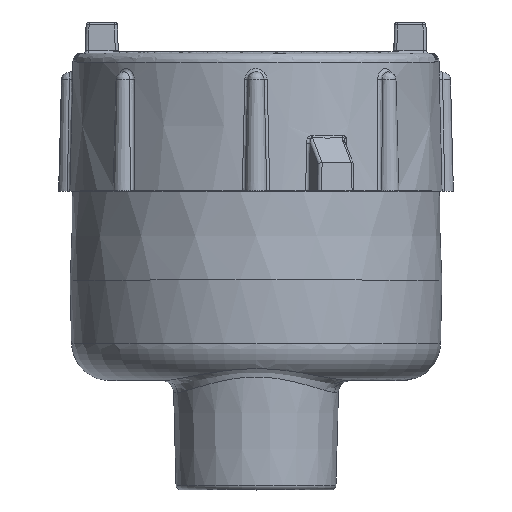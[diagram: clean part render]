
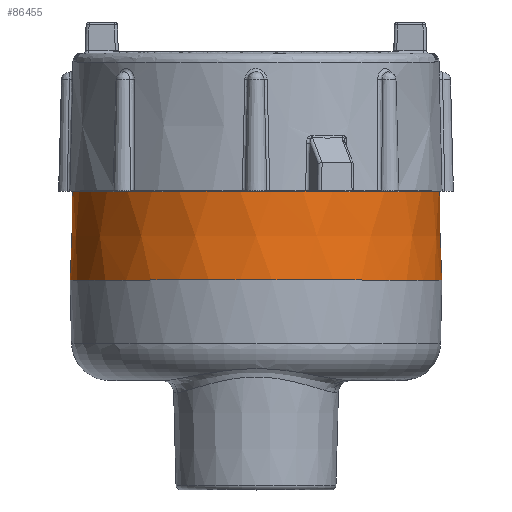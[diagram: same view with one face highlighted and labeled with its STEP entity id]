
A CAD part, top view. The second image highlights one B-rep face of the part: STEP entity #86455.
In plain terms, the highlighted conical face has half-angle 1.5 degrees and reference radius 47.204 mm.
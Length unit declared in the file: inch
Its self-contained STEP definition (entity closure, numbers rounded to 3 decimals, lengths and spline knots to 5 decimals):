
#5959=FACE_OUTER_BOUND('',#10863,.T.);
#10863=EDGE_LOOP('',(#63082,#63083,#63084,#63085));
#15543=B_SPLINE_CURVE_WITH_KNOTS('',3,(#119113,#119114,#119115,#119116,
#119117,#119118,#119119,#119120),.UNSPECIFIED.,.F.,.F.,(4,1,1,1,1,4),(-3.36388,
-3.30736,-2.42581,-1.36795,-0.83902,
-0.31837),.UNSPECIFIED.);
#15547=B_SPLINE_CURVE_WITH_KNOTS('',3,(#119183,#119184,#119185,#119186,
#119187,#119188,#119189,#119190),.UNSPECIFIED.,.F.,.F.,(4,1,1,1,1,4),(-7.70682,
-7.58287,-7.18618,-6.65725,-5.59939,
-4.66159),.UNSPECIFIED.);
#37398=CIRCLE('',#91259,1.83531);
#37399=CIRCLE('',#91261,1.85844);
#37884=VERTEX_POINT('',#119107);
#37885=VERTEX_POINT('',#119112);
#37888=VERTEX_POINT('',#119159);
#37889=VERTEX_POINT('',#119182);
#46635=EDGE_CURVE('',#37884,#37885,#15543,.T.);
#46639=EDGE_CURVE('',#37888,#37889,#15547,.T.);
#48142=EDGE_CURVE('',#37889,#37884,#37398,.T.);
#48143=EDGE_CURVE('',#37885,#37888,#37399,.T.);
#63082=ORIENTED_EDGE('',*,*,#48142,.F.);
#63083=ORIENTED_EDGE('',*,*,#46639,.F.);
#63084=ORIENTED_EDGE('',*,*,#48143,.F.);
#63085=ORIENTED_EDGE('',*,*,#46635,.F.);
#85774=CONICAL_SURFACE('',#91260,1.85844,0.026);
#86455=ADVANCED_FACE('',(#5959),#85774,.T.);
#91259=AXIS2_PLACEMENT_3D('',#169752,#96192,#96193);
#91260=AXIS2_PLACEMENT_3D('',#169769,#96194,#96195);
#91261=AXIS2_PLACEMENT_3D('',#169770,#96196,#96197);
#96192=DIRECTION('center_axis',(0.,1.,0.));
#96193=DIRECTION('ref_axis',(-1.,0.,0.));
#96194=DIRECTION('center_axis',(0.,-1.,0.));
#96195=DIRECTION('ref_axis',(0.,0.,1.));
#96196=DIRECTION('center_axis',(0.,-1.,0.));
#96197=DIRECTION('ref_axis',(1.,0.,0.));
#119107=CARTESIAN_POINT('',(0.23699,1.8833,-1.81994));
#119112=CARTESIAN_POINT('',(0.86391,1.,-1.64543));
#119113=CARTESIAN_POINT('Ctrl Pts',(0.23704,1.88341,
-1.82004));
#119114=CARTESIAN_POINT('Ctrl Pts',(0.24371,1.88137,
-1.81922));
#119115=CARTESIAN_POINT('Ctrl Pts',(0.3539,1.84603,-1.80504));
#119116=CARTESIAN_POINT('Ctrl Pts',(0.57107,1.7221,
-1.75691));
#119117=CARTESIAN_POINT('Ctrl Pts',(0.7612,1.46912,
-1.68356));
#119118=CARTESIAN_POINT('Ctrl Pts',(0.84852,1.20701,
-1.64753));
#119119=CARTESIAN_POINT('Ctrl Pts',(0.86362,1.06854,
-1.64356));
#119120=CARTESIAN_POINT('Ctrl Pts',(0.86391,1.,
-1.64543));
#119159=CARTESIAN_POINT('',(-0.86391,1.,-1.64543));
#119182=CARTESIAN_POINT('',(-0.23699,1.8833,-1.81994));
#119183=CARTESIAN_POINT('Ctrl Pts',(-0.86391,1.,
-1.64543));
#119184=CARTESIAN_POINT('Ctrl Pts',(-0.86384,1.01631,
-1.64499));
#119185=CARTESIAN_POINT('Ctrl Pts',(-0.86189,1.08455,
-1.64398));
#119186=CARTESIAN_POINT('Ctrl Pts',(-0.84338,1.22251,
-1.64966));
#119187=CARTESIAN_POINT('Ctrl Pts',(-0.76124,1.46897,
-1.68356));
#119188=CARTESIAN_POINT('Ctrl Pts',(-0.56691,1.72777,
-1.75852));
#119189=CARTESIAN_POINT('Ctrl Pts',(-0.34754,1.84965,
-1.80645));
#119190=CARTESIAN_POINT('Ctrl Pts',(-0.23702,1.88336,
-1.82));
#169752=CARTESIAN_POINT('Origin',(0.,1.8833,0.));
#169769=CARTESIAN_POINT('Origin',(0.,1.,0.));
#169770=CARTESIAN_POINT('Origin',(0.,1.,0.));
